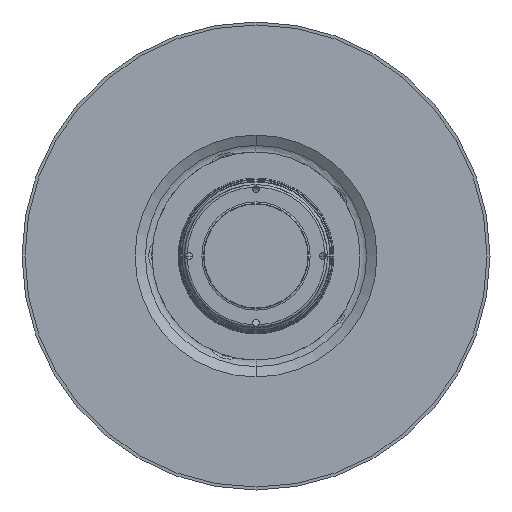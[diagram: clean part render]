
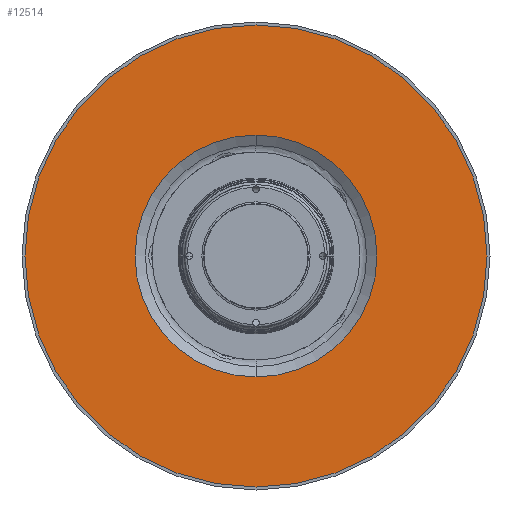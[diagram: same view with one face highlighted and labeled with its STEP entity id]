
A CAD part, front view. The second image highlights one B-rep face of the part: STEP entity #12514.
In plain terms, the highlighted planar face has unit normal (0, -1, 0).
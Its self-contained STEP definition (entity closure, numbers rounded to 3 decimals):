
#1807=CARTESIAN_POINT('',(0.,-2.,0.));
#1808=DIRECTION('',(0.,1.,0.));
#1809=DIRECTION('',(0.,0.,-1.));
#1810=AXIS2_PLACEMENT_3D('',#1807,#1808,#1809);
#1812=CARTESIAN_POINT('',(0.,-2.,0.));
#1813=DIRECTION('',(0.,1.,0.));
#1814=DIRECTION('',(0.,0.,1.));
#1815=AXIS2_PLACEMENT_3D('',#1812,#1813,#1814);
#1821=CARTESIAN_POINT('',(0.,-2.,0.));
#1822=DIRECTION('',(0.,-1.,0.));
#1823=DIRECTION('',(1.,0.,0.));
#1824=AXIS2_PLACEMENT_3D('',#1821,#1822,#1823);
#1830=CARTESIAN_POINT('',(0.,-2.,0.));
#1831=DIRECTION('',(0.,1.,0.));
#1832=DIRECTION('',(1.,0.,0.));
#1833=AXIS2_PLACEMENT_3D('',#1830,#1831,#1832);
#8491=CARTESIAN_POINT('',(155.5,-2.,0.));
#8493=VERTEX_POINT('',#8491);
#8495=CARTESIAN_POINT('',(-155.5,-2.,0.));
#8497=VERTEX_POINT('',#8495);
#8507=CARTESIAN_POINT('',(0.,-2.,-81.394));
#8508=CARTESIAN_POINT('',(0.,-2.,81.394));
#8509=VERTEX_POINT('',#8507);
#8510=VERTEX_POINT('',#8508);
#12499=CARTESIAN_POINT('',(0.,-2.,0.));
#12500=DIRECTION('',(0.,1.,0.));
#12501=DIRECTION('',(1.,0.,0.));
#12502=AXIS2_PLACEMENT_3D('',#12499,#12500,#12501);
#12503=PLANE('',#12502);
#12505=ORIENTED_EDGE('',*,*,#12504,.F.);
#12507=ORIENTED_EDGE('',*,*,#12506,.T.);
#12508=EDGE_LOOP('',(#12505,#12507));
#12509=FACE_OUTER_BOUND('',#12508,.F.);
#12510=ORIENTED_EDGE('',*,*,#12493,.F.);
#12511=ORIENTED_EDGE('',*,*,#12479,.F.);
#12512=EDGE_LOOP('',(#12510,#12511));
#12513=FACE_BOUND('',#12512,.F.);
#1811=CIRCLE('',#1810,81.394);
#1816=CIRCLE('',#1815,81.394);
#1825=CIRCLE('',#1824,155.5);
#1834=CIRCLE('',#1833,155.5);
#12479=EDGE_CURVE('',#8510,#8509,#1816,.T.);
#12493=EDGE_CURVE('',#8509,#8510,#1811,.T.);
#12504=EDGE_CURVE('',#8493,#8497,#1825,.T.);
#12506=EDGE_CURVE('',#8493,#8497,#1834,.T.);
#12514=ADVANCED_FACE('',(#12509,#12513),#12503,.F.);
